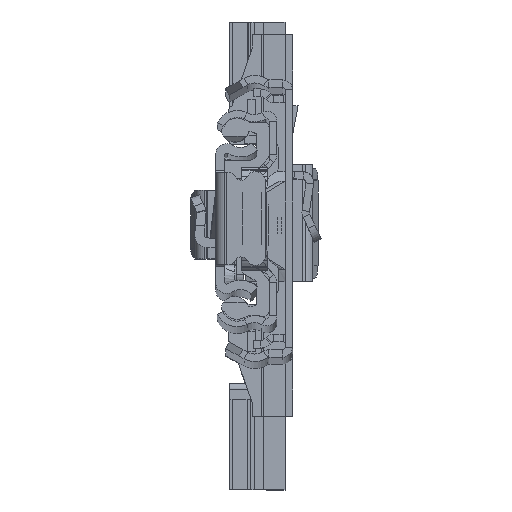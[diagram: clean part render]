
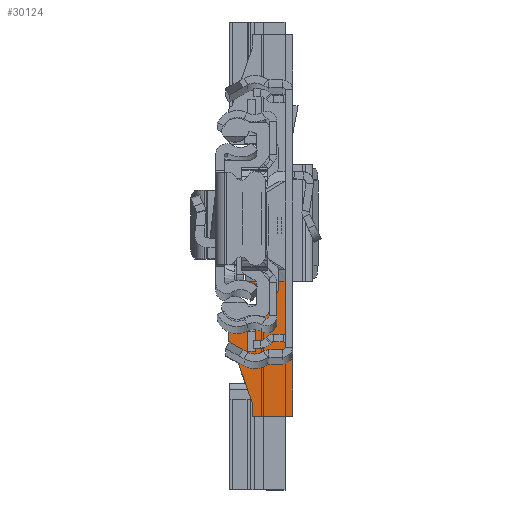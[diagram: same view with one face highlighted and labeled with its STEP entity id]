
A CAD part, top view. The second image highlights one B-rep face of the part: STEP entity #30124.
In plain terms, the highlighted face is planar.
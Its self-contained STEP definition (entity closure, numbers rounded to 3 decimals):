
#365 = CIRCLE ( 'NONE', #9887, 0.5 ) ;
#1287 = ORIENTED_EDGE ( 'NONE', *, *, #21034, .T. ) ;
#1388 = CARTESIAN_POINT ( 'NONE',  ( -28.5, 0., -67. ) ) ;
#1603 = DIRECTION ( 'NONE',  ( 1., 0., 0. ) ) ;
#2349 = CARTESIAN_POINT ( 'NONE',  ( 14.498, 7.304, -67. ) ) ;
#2353 = CARTESIAN_POINT ( 'NONE',  ( 19., 8.5, -67. ) ) ;
#2646 = VERTEX_POINT ( 'NONE', #13576 ) ;
#3304 = ORIENTED_EDGE ( 'NONE', *, *, #32831, .F. ) ;
#3424 = VERTEX_POINT ( 'NONE', #30074 ) ;
#3452 = VECTOR ( 'NONE', #33140, 1000. ) ;
#3874 = DIRECTION ( 'NONE',  ( 0., 0., 1. ) ) ;
#4134 = EDGE_CURVE ( 'NONE', #23513, #10701, #365, .T. ) ;
#4195 = CARTESIAN_POINT ( 'NONE',  ( 13., 9., -67. ) ) ;
#4292 = CARTESIAN_POINT ( 'NONE',  ( 10.318, 3.419, -67. ) ) ;
#4685 = CARTESIAN_POINT ( 'NONE',  ( 13.5, 9., -67. ) ) ;
#4734 = LINE ( 'NONE', #1388, #16498 ) ;
#4802 = DIRECTION ( 'NONE',  ( -0.945, 0.328, 0. ) ) ;
#4985 = CARTESIAN_POINT ( 'NONE',  ( 13., 3.2, -67. ) ) ;
#5032 = AXIS2_PLACEMENT_3D ( 'NONE', #21146, #21335, #1603 ) ;
#5118 = DIRECTION ( 'NONE',  ( -1., 0., 0. ) ) ;
#6237 = CARTESIAN_POINT ( 'NONE',  ( 13., 4.318, -67. ) ) ;
#7501 = EDGE_CURVE ( 'NONE', #20054, #12340, #33076, .T. ) ;
#7564 = DIRECTION ( 'NONE',  ( 0., 0., -1. ) ) ;
#7605 = VECTOR ( 'NONE', #35509, 1000. ) ;
#7938 = EDGE_LOOP ( 'NONE', ( #10822, #32680, #33281, #16808, #1287, #20597, #35965, #16901, #20558, #3304, #12726, #19867, #26034, #20815, #28790 ) ) ;
#7997 = EDGE_CURVE ( 'NONE', #27766, #23513, #30806, .T. ) ;
#8000 = LINE ( 'NONE', #36649, #21414 ) ;
#8062 = DIRECTION ( 'NONE',  ( 0., 0., 1. ) ) ;
#8274 = CARTESIAN_POINT ( 'NONE',  ( -28.5, 9., -67. ) ) ;
#9807 = CARTESIAN_POINT ( 'NONE',  ( 30.5, 5.2, -67. ) ) ;
#9887 = AXIS2_PLACEMENT_3D ( 'NONE', #24184, #3874, #35505 ) ;
#10503 = CARTESIAN_POINT ( 'NONE',  ( 18.5, 8.5, -67. ) ) ;
#10585 = CARTESIAN_POINT ( 'NONE',  ( 12., 3.2, -67. ) ) ;
#10701 = VERTEX_POINT ( 'NONE', #34233 ) ;
#10822 = ORIENTED_EDGE ( 'NONE', *, *, #19972, .F. ) ;
#10851 = LINE ( 'NONE', #22399, #33345 ) ;
#11754 = VERTEX_POINT ( 'NONE', #34422 ) ;
#12340 = VERTEX_POINT ( 'NONE', #2353 ) ;
#12571 = PLANE ( 'NONE',  #5032 ) ;
#12597 = CIRCLE ( 'NONE', #23915, 5.707 ) ;
#12726 = ORIENTED_EDGE ( 'NONE', *, *, #7501, .F. ) ;
#13406 = LINE ( 'NONE', #13594, #3452 ) ;
#13494 = AXIS2_PLACEMENT_3D ( 'NONE', #10503, #8062, #35612 ) ;
#13576 = CARTESIAN_POINT ( 'NONE',  ( 9.012, 0., -67. ) ) ;
#13594 = CARTESIAN_POINT ( 'NONE',  ( 9.012, -17.65, -67. ) ) ;
#14445 = CARTESIAN_POINT ( 'NONE',  ( 19., 0., -67. ) ) ;
#14937 = DIRECTION ( 'NONE',  ( 1., 0., 0. ) ) ;
#15458 = CARTESIAN_POINT ( 'NONE',  ( 10.701, 3.2, -67. ) ) ;
#15828 = CARTESIAN_POINT ( 'NONE',  ( 10.614, 3.222, -67. ) ) ;
#16142 = VERTEX_POINT ( 'NONE', #14445 ) ;
#16163 = CARTESIAN_POINT ( 'NONE',  ( 13., 3.663, -67. ) ) ;
#16498 = VECTOR ( 'NONE', #18683, 1000. ) ;
#16589 = EDGE_CURVE ( 'NONE', #26795, #20071, #18208, .T. ) ;
#16808 = ORIENTED_EDGE ( 'NONE', *, *, #16589, .T. ) ;
#16873 = VECTOR ( 'NONE', #4802, 1000. ) ;
#16898 = CARTESIAN_POINT ( 'NONE',  ( 13., 4.318, -67. ) ) ;
#16901 = ORIENTED_EDGE ( 'NONE', *, *, #4134, .F. ) ;
#16927 = CARTESIAN_POINT ( 'NONE',  ( 30.5, 5.2, -67. ) ) ;
#17053 =( BOUNDED_CURVE ( )  B_SPLINE_CURVE ( 3, ( #16898, #16163, #30673, #10585 ),
 .UNSPECIFIED., .F., .F. ) 
 B_SPLINE_CURVE_WITH_KNOTS ( ( 4, 4 ),
 ( 4.712, 6.283 ),
 .UNSPECIFIED. ) 
 CURVE ( )  GEOMETRIC_REPRESENTATION_ITEM ( )  RATIONAL_B_SPLINE_CURVE ( ( 1., 0.805, 0.805, 1. ) ) 
 REPRESENTATION_ITEM ( '' )  );
#17542 = VERTEX_POINT ( 'NONE', #32441 ) ;
#18148 = LINE ( 'NONE', #4195, #31812 ) ;
#18208 = B_SPLINE_CURVE_WITH_KNOTS ( 'NONE', 3,
 ( #4292, #35165, #35354, #15828, #15458, #32575 ),
 .UNSPECIFIED., .F., .F.,
 ( 4, 2, 4 ),
 ( 0., 0., 0.001 ),
 .UNSPECIFIED. ) ;
#18254 = CIRCLE ( 'NONE', #13494, 0.5 ) ;
#18616 = VERTEX_POINT ( 'NONE', #6237 ) ;
#18683 = DIRECTION ( 'NONE',  ( 1., 0., 0. ) ) ;
#19269 = EDGE_CURVE ( 'NONE', #2646, #25187, #13406, .T. ) ;
#19836 = VECTOR ( 'NONE', #14937, 1000. ) ;
#19867 = ORIENTED_EDGE ( 'NONE', *, *, #21546, .F. ) ;
#19972 = EDGE_CURVE ( 'NONE', #2646, #16142, #4734, .T. ) ;
#20054 = VERTEX_POINT ( 'NONE', #27810 ) ;
#20071 = VERTEX_POINT ( 'NONE', #34105 ) ;
#20558 = ORIENTED_EDGE ( 'NONE', *, *, #7997, .F. ) ;
#20597 = ORIENTED_EDGE ( 'NONE', *, *, #23992, .F. ) ;
#20815 = ORIENTED_EDGE ( 'NONE', *, *, #27680, .F. ) ;
#20899 = CARTESIAN_POINT ( 'NONE',  ( 0., -1.2, -67. ) ) ;
#21034 = EDGE_CURVE ( 'NONE', #20071, #11754, #29938, .T. ) ;
#21146 = CARTESIAN_POINT ( 'NONE',  ( -28.5, 9., -67. ) ) ;
#21335 = DIRECTION ( 'NONE',  ( 0., 0., 1. ) ) ;
#21414 = VECTOR ( 'NONE', #30720, 1000. ) ;
#21546 = EDGE_CURVE ( 'NONE', #36184, #20054, #23960, .T. ) ;
#22234 = VECTOR ( 'NONE', #5118, 1000. ) ;
#22384 = EDGE_CURVE ( 'NONE', #16142, #3424, #8000, .T. ) ;
#22399 = CARTESIAN_POINT ( 'NONE',  ( 30.5, 0., -67. ) ) ;
#23513 = VERTEX_POINT ( 'NONE', #4685 ) ;
#23915 = AXIS2_PLACEMENT_3D ( 'NONE', #2349, #7564, #35832 ) ;
#23960 = LINE ( 'NONE', #9807, #28457 ) ;
#23992 = EDGE_CURVE ( 'NONE', #18616, #11754, #17053, .T. ) ;
#24184 = CARTESIAN_POINT ( 'NONE',  ( 13.5, 8.5, -67. ) ) ;
#24308 = DIRECTION ( 'NONE',  ( 0., -1., 0. ) ) ;
#25019 = CARTESIAN_POINT ( 'NONE',  ( 9.012, 5.732, -67. ) ) ;
#25094 = EDGE_CURVE ( 'NONE', #36184, #17542, #10851, .T. ) ;
#25187 = VERTEX_POINT ( 'NONE', #25019 ) ;
#25573 = DIRECTION ( 'NONE',  ( 0., -1., 0. ) ) ;
#25748 = EDGE_CURVE ( 'NONE', #26795, #25187, #12597, .T. ) ;
#26034 = ORIENTED_EDGE ( 'NONE', *, *, #25094, .T. ) ;
#26795 = VERTEX_POINT ( 'NONE', #28673 ) ;
#27680 = EDGE_CURVE ( 'NONE', #3424, #17542, #35193, .T. ) ;
#27766 = VERTEX_POINT ( 'NONE', #33888 ) ;
#27810 = CARTESIAN_POINT ( 'NONE',  ( 28.5, 5.2, -67. ) ) ;
#28457 = VECTOR ( 'NONE', #32498, 1000. ) ;
#28673 = CARTESIAN_POINT ( 'NONE',  ( 10.318, 3.419, -67. ) ) ;
#28790 = ORIENTED_EDGE ( 'NONE', *, *, #22384, .F. ) ;
#28965 = EDGE_CURVE ( 'NONE', #10701, #18616, #18148, .T. ) ;
#29938 = LINE ( 'NONE', #4985, #7605 ) ;
#30074 = CARTESIAN_POINT ( 'NONE',  ( 19., -1.2, -67. ) ) ;
#30124 = ADVANCED_FACE ( 'NONE', ( #33223 ), #12571, .F. ) ;
#30673 = CARTESIAN_POINT ( 'NONE',  ( 12.586, 3.2, -67. ) ) ;
#30720 = DIRECTION ( 'NONE',  ( 0., -1., 0. ) ) ;
#30806 = LINE ( 'NONE', #8274, #22234 ) ;
#31812 = VECTOR ( 'NONE', #24308, 1000. ) ;
#32441 = CARTESIAN_POINT ( 'NONE',  ( 30.5, -1.2, -67. ) ) ;
#32498 = DIRECTION ( 'NONE',  ( -1., 0., 0. ) ) ;
#32575 = CARTESIAN_POINT ( 'NONE',  ( 10.792, 3.2, -67. ) ) ;
#32680 = ORIENTED_EDGE ( 'NONE', *, *, #19269, .T. ) ;
#32831 = EDGE_CURVE ( 'NONE', #12340, #27766, #18254, .T. ) ;
#32895 = CARTESIAN_POINT ( 'NONE',  ( 28.5, 5.2, -67. ) ) ;
#33076 = LINE ( 'NONE', #32895, #16873 ) ;
#33140 = DIRECTION ( 'NONE',  ( 0., 1., 0. ) ) ;
#33223 = FACE_OUTER_BOUND ( 'NONE', #7938, .T. ) ;
#33281 = ORIENTED_EDGE ( 'NONE', *, *, #25748, .F. ) ;
#33345 = VECTOR ( 'NONE', #25573, 1000. ) ;
#33888 = CARTESIAN_POINT ( 'NONE',  ( 18.5, 9., -67. ) ) ;
#34105 = CARTESIAN_POINT ( 'NONE',  ( 10.792, 3.2, -67. ) ) ;
#34233 = CARTESIAN_POINT ( 'NONE',  ( 13., 8.5, -67. ) ) ;
#34422 = CARTESIAN_POINT ( 'NONE',  ( 12., 3.2, -67. ) ) ;
#35165 = CARTESIAN_POINT ( 'NONE',  ( 10.38, 3.353, -67. ) ) ;
#35193 = LINE ( 'NONE', #20899, #19836 ) ;
#35354 = CARTESIAN_POINT ( 'NONE',  ( 10.451, 3.299, -67. ) ) ;
#35505 = DIRECTION ( 'NONE',  ( 1., 0., 0. ) ) ;
#35509 = DIRECTION ( 'NONE',  ( 1., 0., 0. ) ) ;
#35612 = DIRECTION ( 'NONE',  ( 1., 0., 0. ) ) ;
#35832 = DIRECTION ( 'NONE',  ( -1., 0., 0. ) ) ;
#35965 = ORIENTED_EDGE ( 'NONE', *, *, #28965, .F. ) ;
#36184 = VERTEX_POINT ( 'NONE', #16927 ) ;
#36649 = CARTESIAN_POINT ( 'NONE',  ( 19., 9., -67. ) ) ;
